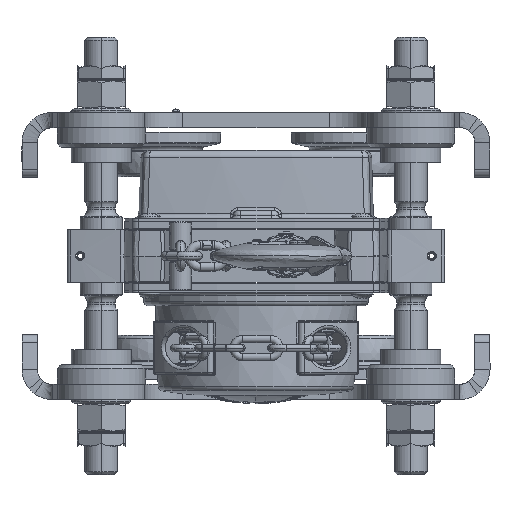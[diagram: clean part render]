
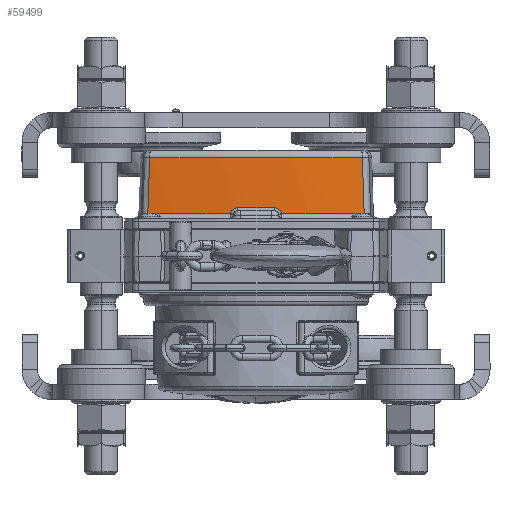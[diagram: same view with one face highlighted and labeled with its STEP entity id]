
A CAD part, front view. The second image highlights one B-rep face of the part: STEP entity #59499.
In plain terms, the highlighted conical face has half-angle 2 degrees and reference radius 543 mm.
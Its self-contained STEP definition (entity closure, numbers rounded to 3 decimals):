
#12250 = CARTESIAN_POINT ( 'NONE',  ( -70.438, -47.88, 65.174 ) ) ;
#12409 = CARTESIAN_POINT ( 'NONE',  ( 70.438, -47.88, 65.174 ) ) ;
#12506 = CARTESIAN_POINT ( 'NONE',  ( 71.647, -49.033, 27.895 ) ) ;
#12517 = CARTESIAN_POINT ( 'NONE',  ( 0., 489.117, 65.174 ) ) ;
#12537 = DIRECTION ( 'NONE',  ( -1., 0., 0. ) ) ;
#12538 = DIRECTION ( 'NONE',  ( 0., 0., -1. ) ) ;
#12539 = AXIS2_PLACEMENT_3D ( 'NONE', #12517, #12538, #12537 ) ;
#12541 = B_SPLINE_CURVE_WITH_KNOTS ( 'NONE', 3,
 ( #12590, #12589, #12588, #12587 ),
 .UNSPECIFIED., .F., .F.,
 ( 4, 4 ),
 ( 0.003, 0.04 ),
 .UNSPECIFIED. ) ;
#12542 = CIRCLE ( 'NONE', #12539, 541.597 ) ;
#12587 = CARTESIAN_POINT ( 'NONE',  ( 70.438, -47.88, 65.174 ) ) ;
#12588 = CARTESIAN_POINT ( 'NONE',  ( 70.842, -48.265, 52.748 ) ) ;
#12589 = CARTESIAN_POINT ( 'NONE',  ( 71.244, -48.649, 40.322 ) ) ;
#12590 = CARTESIAN_POINT ( 'NONE',  ( 71.647, -49.033, 27.895 ) ) ;
#12683 = CARTESIAN_POINT ( 'NONE',  ( -70.438, -47.88, 65.174 ) ) ;
#12685 = B_SPLINE_CURVE_WITH_KNOTS ( 'NONE', 3,
 ( #12683, #12770, #12769, #12768 ),
 .UNSPECIFIED., .F., .F.,
 ( 4, 4 ),
 ( 0., 0.037 ),
 .UNSPECIFIED. ) ;
#12768 = CARTESIAN_POINT ( 'NONE',  ( -71.647, -49.033, 27.895 ) ) ;
#12769 = CARTESIAN_POINT ( 'NONE',  ( -71.244, -48.649, 40.322 ) ) ;
#12770 = CARTESIAN_POINT ( 'NONE',  ( -70.842, -48.265, 52.748 ) ) ;
#12913 = CARTESIAN_POINT ( 'NONE',  ( -71.647, -49.033, 27.895 ) ) ;
#12992 = CARTESIAN_POINT ( 'NONE',  ( -11.956, -53.509, 31.93 ) ) ;
#13037 = DIRECTION ( 'NONE',  ( -1., 0., 0. ) ) ;
#13038 = DIRECTION ( 'NONE',  ( 0., 0., 1. ) ) ;
#13045 = CIRCLE ( 'NONE', #13046, 542.899 ) ;
#13046 = AXIS2_PLACEMENT_3D ( 'NONE', #13049, #13038, #13037 ) ;
#13049 = CARTESIAN_POINT ( 'NONE',  ( 0., 489.117, 27.895 ) ) ;
#13084 = CARTESIAN_POINT ( 'NONE',  ( -16.844, -53.52, 27.895 ) ) ;
#13237 = CONICAL_SURFACE ( 'NONE', #13275, 543., 0.035 ) ;
#13240 = CARTESIAN_POINT ( 'NONE',  ( 16.844, -53.52, 27.895 ) ) ;
#13243 = CARTESIAN_POINT ( 'NONE',  ( 11.956, -53.509, 31.93 ) ) ;
#13257 = CIRCLE ( 'NONE', #13321, 542.758 ) ;
#13258 = CARTESIAN_POINT ( 'NONE',  ( 16.844, -53.52, 27.895 ) ) ;
#13259 = CARTESIAN_POINT ( 'NONE',  ( 16.733, -53.504, 28.462 ) ) ;
#13260 = CARTESIAN_POINT ( 'NONE',  ( 16.53, -53.492, 28.993 ) ) ;
#13261 = CARTESIAN_POINT ( 'NONE',  ( 16.089, -53.479, 29.736 ) ) ;
#13262 = CARTESIAN_POINT ( 'NONE',  ( 15.921, -53.476, 29.97 ) ) ;
#13263 = CARTESIAN_POINT ( 'NONE',  ( 15.551, -53.471, 30.404 ) ) ;
#13264 = CARTESIAN_POINT ( 'NONE',  ( 15.347, -53.47, 30.604 ) ) ;
#13265 = CARTESIAN_POINT ( 'NONE',  ( 14.903, -53.47, 30.972 ) ) ;
#13266 = CARTESIAN_POINT ( 'NONE',  ( 14.666, -53.47, 31.135 ) ) ;
#13267 = CARTESIAN_POINT ( 'NONE',  ( 14.171, -53.474, 31.418 ) ) ;
#13268 = CARTESIAN_POINT ( 'NONE',  ( 13.912, -53.476, 31.538 ) ) ;
#13269 = CARTESIAN_POINT ( 'NONE',  ( 13.097, -53.486, 31.832 ) ) ;
#13270 = CARTESIAN_POINT ( 'NONE',  ( 12.534, -53.496, 31.93 ) ) ;
#13271 = CARTESIAN_POINT ( 'NONE',  ( 11.956, -53.509, 31.93 ) ) ;
#13272 = DIRECTION ( 'NONE',  ( -1., 0., 0. ) ) ;
#13273 = DIRECTION ( 'NONE',  ( 0., 0., -1. ) ) ;
#13274 = FACE_OUTER_BOUND ( 'NONE', #59423, .T. ) ;
#13275 = AXIS2_PLACEMENT_3D ( 'NONE', #13316, #13273, #13272 ) ;
#13276 = DIRECTION ( 'NONE',  ( -1., 0., 0. ) ) ;
#13277 = DIRECTION ( 'NONE',  ( 0., 0., 1. ) ) ;
#13278 = CARTESIAN_POINT ( 'NONE',  ( 0., 489.117, 27.895 ) ) ;
#13279 = B_SPLINE_CURVE_WITH_KNOTS ( 'NONE', 3,
 ( #13271, #13270, #13269, #13268, #13267, #13266, #13265, #13264, #13263, #13262, #13261, #13260, #13259, #13258 ),
 .UNSPECIFIED., .F., .F.,
 ( 4, 2, 2, 2, 2, 2, 4 ),
 ( 0., 0.002, 0.003, 0.003, 0.004, 0.005, 0.007 ),
 .UNSPECIFIED. ) ;
#13281 = AXIS2_PLACEMENT_3D ( 'NONE', #13278, #13277, #13276 ) ;
#13285 = CIRCLE ( 'NONE', #13281, 542.899 ) ;
#13293 = CARTESIAN_POINT ( 'NONE',  ( -11.956, -53.509, 31.93 ) ) ;
#13294 = CARTESIAN_POINT ( 'NONE',  ( -12.534, -53.496, 31.93 ) ) ;
#13295 = CARTESIAN_POINT ( 'NONE',  ( -13.094, -53.486, 31.832 ) ) ;
#13296 = CARTESIAN_POINT ( 'NONE',  ( -13.907, -53.476, 31.54 ) ) ;
#13297 = CARTESIAN_POINT ( 'NONE',  ( -14.169, -53.474, 31.419 ) ) ;
#13298 = CARTESIAN_POINT ( 'NONE',  ( -14.664, -53.47, 31.137 ) ) ;
#13299 = CARTESIAN_POINT ( 'NONE',  ( -14.899, -53.47, 30.974 ) ) ;
#13300 = CARTESIAN_POINT ( 'NONE',  ( -15.567, -53.47, 30.423 ) ) ;
#13301 = CARTESIAN_POINT ( 'NONE',  ( -15.939, -53.475, 29.989 ) ) ;
#13302 = CARTESIAN_POINT ( 'NONE',  ( -16.529, -53.492, 28.996 ) ) ;
#13303 = CARTESIAN_POINT ( 'NONE',  ( -16.733, -53.504, 28.462 ) ) ;
#13304 = CARTESIAN_POINT ( 'NONE',  ( -16.844, -53.52, 27.895 ) ) ;
#13309 = B_SPLINE_CURVE_WITH_KNOTS ( 'NONE', 3,
 ( #13304, #13303, #13302, #13301, #13300, #13299, #13298, #13297, #13296, #13295, #13294, #13293 ),
 .UNSPECIFIED., .F., .F.,
 ( 4, 2, 2, 2, 2, 4 ),
 ( 0., 0.002, 0.003, 0.004, 0.005, 0.007 ),
 .UNSPECIFIED. ) ;
#13316 = CARTESIAN_POINT ( 'NONE',  ( 0., 489.117, 25. ) ) ;
#13318 = DIRECTION ( 'NONE',  ( 1., 0., 0. ) ) ;
#13319 = DIRECTION ( 'NONE',  ( 0., 0., 1. ) ) ;
#13320 = CARTESIAN_POINT ( 'NONE',  ( 0., 489.117, 31.93 ) ) ;
#13321 = AXIS2_PLACEMENT_3D ( 'NONE', #13320, #13319, #13318 ) ;
#59173 = VERTEX_POINT ( 'NONE', #12250 ) ;
#59225 = VERTEX_POINT ( 'NONE', #12409 ) ;
#59276 = VERTEX_POINT ( 'NONE', #12506 ) ;
#59294 = EDGE_CURVE ( 'NONE', #59225, #59173, #12542, .T. ) ;
#59295 = EDGE_CURVE ( 'NONE', #59276, #59225, #12541, .T. ) ;
#59358 = EDGE_CURVE ( 'NONE', #59173, #59378, #12685, .T. ) ;
#59378 = VERTEX_POINT ( 'NONE', #12913 ) ;
#59420 = VERTEX_POINT ( 'NONE', #12992 ) ;
#59423 = EDGE_LOOP ( 'NONE', ( #59502, #59497, #59431, #59501, #59496, #59427, #59491, #59488 ) ) ;
#59426 = EDGE_CURVE ( 'NONE', #59378, #59458, #13045, .T. ) ;
#59427 = ORIENTED_EDGE ( 'NONE', *, *, #59295, .T. ) ;
#59431 = ORIENTED_EDGE ( 'NONE', *, *, #59498, .T. ) ;
#59458 = VERTEX_POINT ( 'NONE', #13084 ) ;
#59487 = EDGE_CURVE ( 'NONE', #59493, #59494, #13279, .T. ) ;
#59488 = ORIENTED_EDGE ( 'NONE', *, *, #59358, .T. ) ;
#59489 = EDGE_CURVE ( 'NONE', #59494, #59276, #13285, .T. ) ;
#59491 = ORIENTED_EDGE ( 'NONE', *, *, #59294, .T. ) ;
#59493 = VERTEX_POINT ( 'NONE', #13243 ) ;
#59494 = VERTEX_POINT ( 'NONE', #13240 ) ;
#59496 = ORIENTED_EDGE ( 'NONE', *, *, #59489, .T. ) ;
#59497 = ORIENTED_EDGE ( 'NONE', *, *, #59500, .T. ) ;
#59498 = EDGE_CURVE ( 'NONE', #59420, #59493, #13257, .T. ) ;
#59499 = ADVANCED_FACE ( 'NONE', ( #13274 ), #13237, .T. ) ;
#59500 = EDGE_CURVE ( 'NONE', #59458, #59420, #13309, .T. ) ;
#59501 = ORIENTED_EDGE ( 'NONE', *, *, #59487, .T. ) ;
#59502 = ORIENTED_EDGE ( 'NONE', *, *, #59426, .T. ) ;
